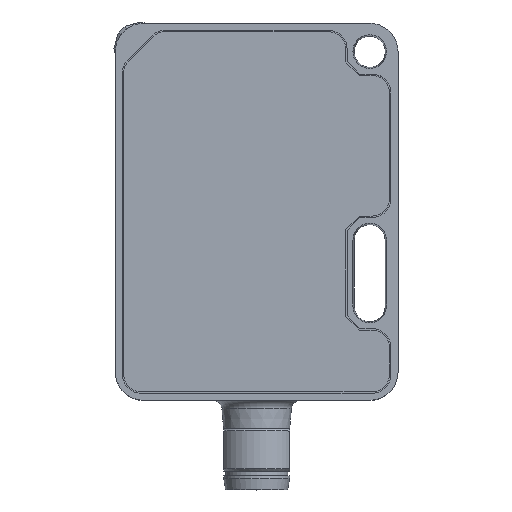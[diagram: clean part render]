
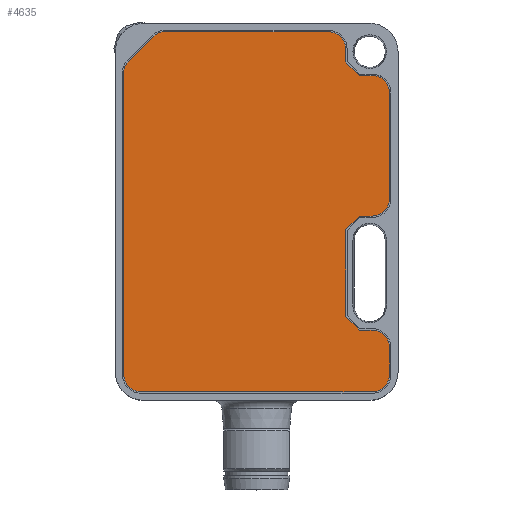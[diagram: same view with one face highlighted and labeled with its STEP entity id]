
A CAD part, top view. The second image highlights one B-rep face of the part: STEP entity #4635.
In plain terms, the highlighted planar face has unit normal (0, 0, 1).
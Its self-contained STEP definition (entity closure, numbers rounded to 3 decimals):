
#445=LINE('',#7657,#875);
#446=LINE('',#7659,#876);
#447=LINE('',#7661,#877);
#448=LINE('',#7663,#878);
#449=LINE('',#7667,#879);
#450=LINE('',#7671,#880);
#451=LINE('',#7673,#881);
#452=LINE('',#7675,#882);
#453=LINE('',#7679,#883);
#454=LINE('',#7683,#884);
#455=LINE('',#7687,#885);
#456=LINE('',#7691,#886);
#457=LINE('',#7695,#887);
#458=LINE('',#7698,#888);
#875=VECTOR('',#6124,2.038);
#876=VECTOR('',#6125,9.217);
#877=VECTOR('',#6126,2.038);
#878=VECTOR('',#6127,1.359);
#879=VECTOR('',#6130,11.199);
#880=VECTOR('',#6133,1.358);
#881=VECTOR('',#6134,2.038);
#882=VECTOR('',#6135,1.359);
#883=VECTOR('',#6138,17.386);
#884=VECTOR('',#6141,3.838);
#885=VECTOR('',#6144,32.036);
#886=VECTOR('',#6147,24.499);
#887=VECTOR('',#6150,2.851);
#888=VECTOR('',#6153,1.359);
#1479=FACE_OUTER_BOUND('',#1772,.T.);
#1772=EDGE_LOOP('',(#4066,#4067,#4068,#4069,#4070,#4071,#4072,#4073,#4074,
#4075,#4076,#4077,#4078,#4079,#4080,#4081,#4082,#4083,#4084,#4085,#4086,
#4087));
#1972=CIRCLE('',#5022,1.85);
#1973=CIRCLE('',#5023,1.85);
#1974=CIRCLE('',#5024,1.85);
#1975=CIRCLE('',#5025,1.6);
#1976=CIRCLE('',#5026,1.6);
#1977=CIRCLE('',#5027,1.85);
#1978=CIRCLE('',#5028,1.85);
#1979=CIRCLE('',#5029,1.85);
#2372=VERTEX_POINT('',#7655);
#2373=VERTEX_POINT('',#7656);
#2374=VERTEX_POINT('',#7658);
#2375=VERTEX_POINT('',#7660);
#2376=VERTEX_POINT('',#7662);
#2377=VERTEX_POINT('',#7664);
#2378=VERTEX_POINT('',#7666);
#2379=VERTEX_POINT('',#7668);
#2380=VERTEX_POINT('',#7670);
#2381=VERTEX_POINT('',#7672);
#2382=VERTEX_POINT('',#7674);
#2383=VERTEX_POINT('',#7676);
#2384=VERTEX_POINT('',#7678);
#2385=VERTEX_POINT('',#7680);
#2386=VERTEX_POINT('',#7682);
#2387=VERTEX_POINT('',#7684);
#2388=VERTEX_POINT('',#7686);
#2389=VERTEX_POINT('',#7688);
#2390=VERTEX_POINT('',#7690);
#2391=VERTEX_POINT('',#7692);
#2392=VERTEX_POINT('',#7694);
#2393=VERTEX_POINT('',#7696);
#2960=EDGE_CURVE('',#2372,#2373,#445,.T.);
#2961=EDGE_CURVE('',#2373,#2374,#446,.T.);
#2962=EDGE_CURVE('',#2374,#2375,#447,.T.);
#2963=EDGE_CURVE('',#2375,#2376,#448,.T.);
#2964=EDGE_CURVE('',#2376,#2377,#1972,.T.);
#2965=EDGE_CURVE('',#2377,#2378,#449,.T.);
#2966=EDGE_CURVE('',#2378,#2379,#1973,.T.);
#2967=EDGE_CURVE('',#2379,#2380,#450,.T.);
#2968=EDGE_CURVE('',#2380,#2381,#451,.T.);
#2969=EDGE_CURVE('',#2381,#2382,#452,.T.);
#2970=EDGE_CURVE('',#2382,#2383,#1974,.T.);
#2971=EDGE_CURVE('',#2383,#2384,#453,.T.);
#2972=EDGE_CURVE('',#2384,#2385,#1975,.T.);
#2973=EDGE_CURVE('',#2385,#2386,#454,.T.);
#2974=EDGE_CURVE('',#2386,#2387,#1976,.T.);
#2975=EDGE_CURVE('',#2387,#2388,#455,.T.);
#2976=EDGE_CURVE('',#2388,#2389,#1977,.T.);
#2977=EDGE_CURVE('',#2389,#2390,#456,.T.);
#2978=EDGE_CURVE('',#2390,#2391,#1978,.T.);
#2979=EDGE_CURVE('',#2391,#2392,#457,.T.);
#2980=EDGE_CURVE('',#2392,#2393,#1979,.T.);
#2981=EDGE_CURVE('',#2393,#2372,#458,.T.);
#4066=ORIENTED_EDGE('',*,*,#2960,.T.);
#4067=ORIENTED_EDGE('',*,*,#2961,.T.);
#4068=ORIENTED_EDGE('',*,*,#2962,.T.);
#4069=ORIENTED_EDGE('',*,*,#2963,.T.);
#4070=ORIENTED_EDGE('',*,*,#2964,.T.);
#4071=ORIENTED_EDGE('',*,*,#2965,.T.);
#4072=ORIENTED_EDGE('',*,*,#2966,.T.);
#4073=ORIENTED_EDGE('',*,*,#2967,.T.);
#4074=ORIENTED_EDGE('',*,*,#2968,.T.);
#4075=ORIENTED_EDGE('',*,*,#2969,.T.);
#4076=ORIENTED_EDGE('',*,*,#2970,.T.);
#4077=ORIENTED_EDGE('',*,*,#2971,.T.);
#4078=ORIENTED_EDGE('',*,*,#2972,.T.);
#4079=ORIENTED_EDGE('',*,*,#2973,.T.);
#4080=ORIENTED_EDGE('',*,*,#2974,.T.);
#4081=ORIENTED_EDGE('',*,*,#2975,.T.);
#4082=ORIENTED_EDGE('',*,*,#2976,.T.);
#4083=ORIENTED_EDGE('',*,*,#2977,.T.);
#4084=ORIENTED_EDGE('',*,*,#2978,.T.);
#4085=ORIENTED_EDGE('',*,*,#2979,.T.);
#4086=ORIENTED_EDGE('',*,*,#2980,.T.);
#4087=ORIENTED_EDGE('',*,*,#2981,.T.);
#4408=PLANE('',#5021);
#4635=ADVANCED_FACE('',(#1479),#4408,.T.);
#5021=AXIS2_PLACEMENT_3D('',#7654,#6122,#6123);
#5022=AXIS2_PLACEMENT_3D('',#7665,#6128,#6129);
#5023=AXIS2_PLACEMENT_3D('',#7669,#6131,#6132);
#5024=AXIS2_PLACEMENT_3D('',#7677,#6136,#6137);
#5025=AXIS2_PLACEMENT_3D('',#7681,#6139,#6140);
#5026=AXIS2_PLACEMENT_3D('',#7685,#6142,#6143);
#5027=AXIS2_PLACEMENT_3D('',#7689,#6145,#6146);
#5028=AXIS2_PLACEMENT_3D('',#7693,#6148,#6149);
#5029=AXIS2_PLACEMENT_3D('',#7697,#6151,#6152);
#6122=DIRECTION('center_axis',(0.,0.,1.));
#6123=DIRECTION('ref_axis',(1.,0.,0.));
#6124=DIRECTION('',(-0.707,0.707,0.));
#6125=DIRECTION('',(0.,1.,0.));
#6126=DIRECTION('',(0.707,0.707,0.));
#6127=DIRECTION('',(1.,0.,0.));
#6128=DIRECTION('center_axis',(0.,0.,
1.));
#6129=DIRECTION('ref_axis',(1.,0.,0.));
#6130=DIRECTION('',(0.,1.,0.));
#6131=DIRECTION('center_axis',(0.,0.,1.));
#6132=DIRECTION('ref_axis',(0.,1.,0.));
#6133=DIRECTION('',(-1.,0.,0.));
#6134=DIRECTION('',(-0.707,0.707,0.));
#6135=DIRECTION('',(0.,1.,0.));
#6136=DIRECTION('center_axis',(0.,0.,1.));
#6137=DIRECTION('ref_axis',(0.,1.,0.));
#6138=DIRECTION('',(-1.,0.,0.));
#6139=DIRECTION('center_axis',(0.,0.,
1.));
#6140=DIRECTION('ref_axis',(-0.707,0.707,0.));
#6141=DIRECTION('',(-0.707,-0.707,0.));
#6142=DIRECTION('center_axis',(0.,0.,1.));
#6143=DIRECTION('ref_axis',(-1.,0.,0.));
#6144=DIRECTION('',(0.,-1.,0.));
#6145=DIRECTION('center_axis',(0.,0.,1.));
#6146=DIRECTION('ref_axis',(0.,-1.,0.));
#6147=DIRECTION('',(1.,0.,0.));
#6148=DIRECTION('center_axis',(0.,0.,
1.));
#6149=DIRECTION('ref_axis',(1.,0.,0.));
#6150=DIRECTION('',(0.,1.,0.));
#6151=DIRECTION('center_axis',(0.,0.,1.));
#6152=DIRECTION('ref_axis',(0.,1.,0.));
#6153=DIRECTION('',(-1.,0.,0.));
#7654=CARTESIAN_POINT('Origin',(14.999,0.9,14.9));
#7655=CARTESIAN_POINT('',(25.891,7.451,14.9));
#7656=CARTESIAN_POINT('',(24.449,8.892,14.9));
#7657=CARTESIAN_POINT('',(25.891,7.451,14.9));
#7658=CARTESIAN_POINT('',(24.449,18.109,14.9));
#7659=CARTESIAN_POINT('',(24.449,8.892,14.9));
#7660=CARTESIAN_POINT('',(25.891,19.551,14.9));
#7661=CARTESIAN_POINT('',(24.449,18.109,14.9));
#7662=CARTESIAN_POINT('',(27.249,19.551,14.9));
#7663=CARTESIAN_POINT('',(25.891,19.551,14.9));
#7664=CARTESIAN_POINT('',(29.099,21.401,14.9));
#7665=CARTESIAN_POINT('Origin',(27.249,21.401,14.9));
#7666=CARTESIAN_POINT('',(29.099,32.6,14.9));
#7667=CARTESIAN_POINT('',(29.099,21.401,14.9));
#7668=CARTESIAN_POINT('',(27.249,34.45,14.9));
#7669=CARTESIAN_POINT('Origin',(27.249,32.6,14.9));
#7670=CARTESIAN_POINT('',(25.891,34.45,14.9));
#7671=CARTESIAN_POINT('',(27.249,34.45,14.9));
#7672=CARTESIAN_POINT('',(24.45,35.891,14.9));
#7673=CARTESIAN_POINT('',(25.891,34.45,14.9));
#7674=CARTESIAN_POINT('',(24.45,37.25,14.9));
#7675=CARTESIAN_POINT('',(24.45,35.891,14.9));
#7676=CARTESIAN_POINT('',(22.6,39.1,14.9));
#7677=CARTESIAN_POINT('Origin',(22.6,37.25,14.9));
#7678=CARTESIAN_POINT('',(5.214,39.1,14.9));
#7679=CARTESIAN_POINT('',(22.6,39.1,14.9));
#7680=CARTESIAN_POINT('',(4.083,38.631,14.9));
#7681=CARTESIAN_POINT('Origin',(5.214,37.5,14.9));
#7682=CARTESIAN_POINT('',(1.369,35.917,14.9));
#7683=CARTESIAN_POINT('',(4.083,38.631,14.9));
#7684=CARTESIAN_POINT('',(0.9,34.786,14.9));
#7685=CARTESIAN_POINT('Origin',(2.5,34.786,14.9));
#7686=CARTESIAN_POINT('',(0.9,2.75,14.9));
#7687=CARTESIAN_POINT('',(0.9,34.786,14.9));
#7688=CARTESIAN_POINT('',(2.75,0.9,14.9));
#7689=CARTESIAN_POINT('Origin',(2.75,2.75,14.9));
#7690=CARTESIAN_POINT('',(27.249,0.9,14.9));
#7691=CARTESIAN_POINT('',(2.75,0.9,14.9));
#7692=CARTESIAN_POINT('',(29.099,2.75,14.9));
#7693=CARTESIAN_POINT('Origin',(27.249,2.75,14.9));
#7694=CARTESIAN_POINT('',(29.099,5.601,14.9));
#7695=CARTESIAN_POINT('',(29.099,2.75,14.9));
#7696=CARTESIAN_POINT('',(27.249,7.451,14.9));
#7697=CARTESIAN_POINT('Origin',(27.249,5.601,14.9));
#7698=CARTESIAN_POINT('',(27.249,7.451,14.9));
